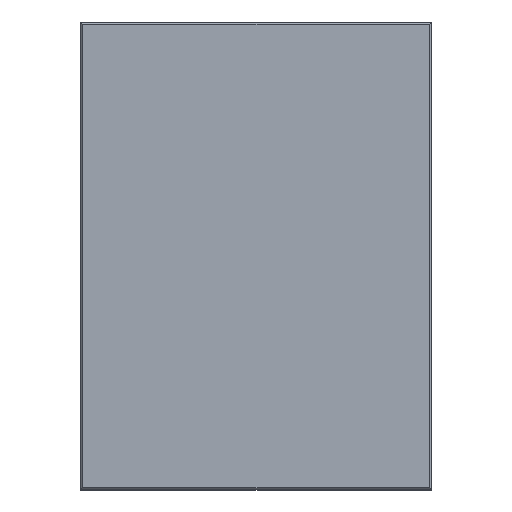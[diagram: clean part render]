
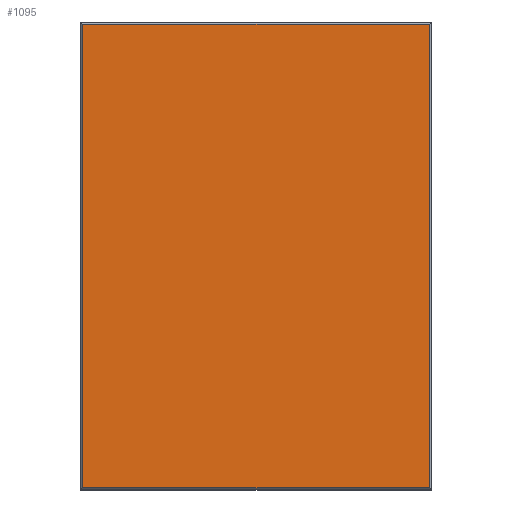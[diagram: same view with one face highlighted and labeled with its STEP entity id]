
A CAD part, top view. The second image highlights one B-rep face of the part: STEP entity #1095.
In plain terms, the highlighted free-form (B-spline) face has degree [1, 1] with [2, 2] control points.
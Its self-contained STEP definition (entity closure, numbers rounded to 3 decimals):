
#937 = EDGE_CURVE('',#938,#940,#942,.T.);
#938 = VERTEX_POINT('',#939);
#939 = CARTESIAN_POINT('',(460.256,-922.511,
    643.505));
#940 = VERTEX_POINT('',#941);
#941 = CARTESIAN_POINT('',(-362.94,-922.511,
    643.505));
#942 = B_SPLINE_CURVE_WITH_KNOTS('',1,(#943,#944),.UNSPECIFIED.,.F.,.F.,
  (2,2),(-566.5,185.5),.PIECEWISE_BEZIER_KNOTS.);
#943 = CARTESIAN_POINT('',(460.256,-922.511,
    643.505));
#944 = CARTESIAN_POINT('',(-362.94,-922.511,
    643.505));
#973 = EDGE_CURVE('',#940,#974,#976,.T.);
#974 = VERTEX_POINT('',#975);
#975 = CARTESIAN_POINT('',(-362.94,178.733,
    643.505));
#976 = B_SPLINE_CURVE_WITH_KNOTS('',1,(#977,#978),.UNSPECIFIED.,.F.,.F.,
  (2,2),(-757.,249.),.PIECEWISE_BEZIER_KNOTS.);
#977 = CARTESIAN_POINT('',(-362.94,-922.511,
    643.505));
#978 = CARTESIAN_POINT('',(-362.94,178.733,
    643.505));
#1001 = EDGE_CURVE('',#974,#1002,#1004,.T.);
#1002 = VERTEX_POINT('',#1003);
#1003 = CARTESIAN_POINT('',(460.256,178.733,
    643.505));
#1004 = B_SPLINE_CURVE_WITH_KNOTS('',1,(#1005,#1006),.UNSPECIFIED.,.F.,
  .F.,(2,2),(-566.5,185.5),.PIECEWISE_BEZIER_KNOTS.);
#1005 = CARTESIAN_POINT('',(-362.94,178.733,
    643.505));
#1006 = CARTESIAN_POINT('',(460.256,178.733,
    643.505));
#1035 = EDGE_CURVE('',#1002,#938,#1036,.T.);
#1036 = B_SPLINE_CURVE_WITH_KNOTS('',1,(#1037,#1038),.UNSPECIFIED.,.F.,
  .F.,(2,2),(-757.,249.),.PIECEWISE_BEZIER_KNOTS.);
#1037 = CARTESIAN_POINT('',(460.256,178.733,
    643.505));
#1038 = CARTESIAN_POINT('',(460.256,-922.511,
    643.505));
#1095 = ADVANCED_FACE('',(#1096),#1102,.T.);
#1096 = FACE_BOUND('',#1097,.T.);
#1097 = EDGE_LOOP('',(#1098,#1099,#1100,#1101));
#1098 = ORIENTED_EDGE('',*,*,#937,.F.);
#1099 = ORIENTED_EDGE('',*,*,#1035,.F.);
#1100 = ORIENTED_EDGE('',*,*,#1001,.F.);
#1101 = ORIENTED_EDGE('',*,*,#973,.F.);
#1102 = B_SPLINE_SURFACE_WITH_KNOTS('',1,1,(
    (#1103,#1104)
    ,(#1105,#1106
    )),.UNSPECIFIED.,.F.,.F.,.F.,(2,2),(2,2),(-503.,503.),(-376.,376.),
  .PIECEWISE_BEZIER_KNOTS.);
#1103 = CARTESIAN_POINT('',(460.256,-922.511,
    643.505));
#1104 = CARTESIAN_POINT('',(-362.94,-922.511,
    643.505));
#1105 = CARTESIAN_POINT('',(460.256,178.733,
    643.505));
#1106 = CARTESIAN_POINT('',(-362.94,178.733,
    643.505));
